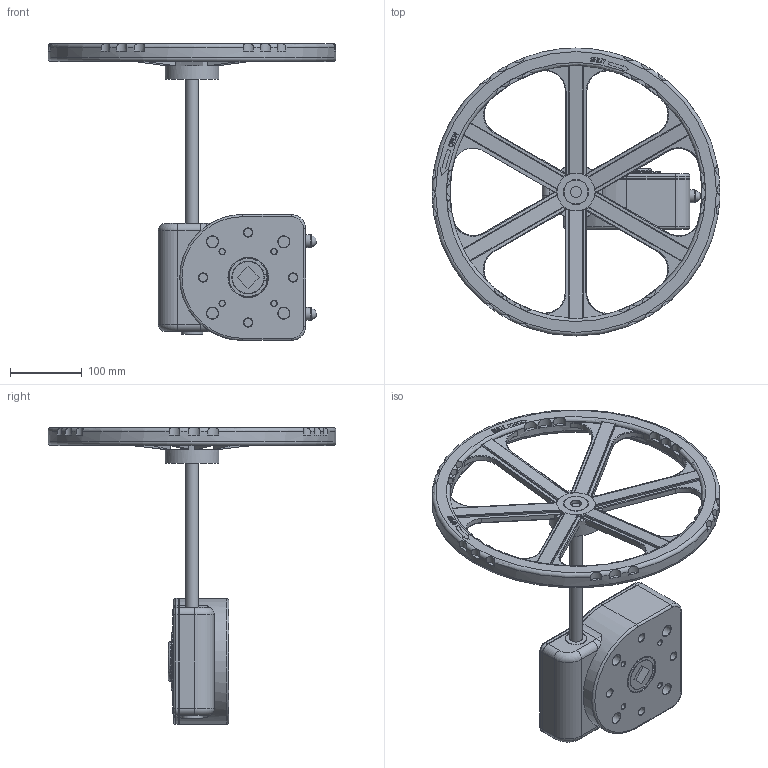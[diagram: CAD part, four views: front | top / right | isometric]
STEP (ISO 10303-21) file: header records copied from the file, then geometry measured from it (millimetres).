
FILE_DESCRIPTION(/* description */ (''),/* implementation_level */ '2;1');
FILE_NAME(/* name */ 'HAM-5_3D_STEP.stp',/* time_stamp */ '2024-08-15T23:47:03+03:00',/* author */ ('igorr'),/* organization */ (''),/* preprocessor_version */ 'ST-DEVELOPER v20',/* originating_system */ 'Autodesk Inventor 2025',/* authorisation */ '');
FILE_SCHEMA (('AUTOMOTIVE_DESIGN { 1 0 10303 214 3 1 1 }'));
Products named in the file (4): Сборка; Деталь 2; Деталь1; BS 4168 - M10 x 16
Assembly tree (6 placements, depth 2):
  Сборка
    Деталь 2
    Деталь1
    BS 4168 - M10 x 16  x4
Bounding box: 400 x 400 x 412.5 mm (x, y, z)
Volume: 3545675.9 mm3; surface area: 433125.8 mm2
Topology: 7 solids, 7 shells, 1515 faces, 3602 edges, 2164 vertices
Faces by surface type: plane 467, cylinder 466, bspline 315, torus 148, sphere 90, cone 29
Full cylindrical faces by diameter (mm): 8 x4, 10 x4, 12 x4, 15 x9, 16 x4, 18 x3, 20 x4, 30 x1, 30.4 x1, 44.5 x1, 54 x1, 55 x2, 75 x1, 80 x1, 350 x1, 400 x1
Entity records: 53238 total; most frequent: CARTESIAN_POINT 18874, ORIENTED_EDGE 7012, DIRECTION 6530, EDGE_CURVE 3506, AXIS2_PLACEMENT_3D 2495, VERTEX_POINT 2104, EDGE_LOOP 1564, LINE 1540
